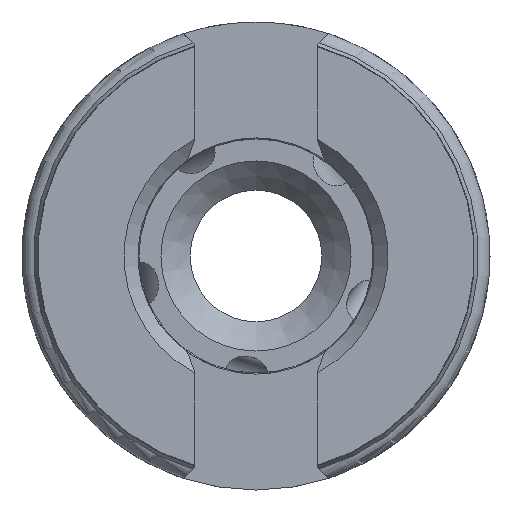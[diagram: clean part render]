
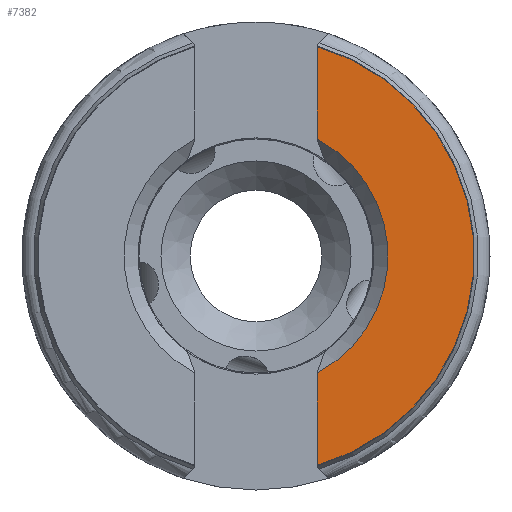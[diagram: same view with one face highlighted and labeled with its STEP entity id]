
A CAD part, left-side view. The second image highlights one B-rep face of the part: STEP entity #7382.
In plain terms, the highlighted planar face has unit normal (-1, 0, 0).
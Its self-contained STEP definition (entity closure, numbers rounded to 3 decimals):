
#67 = DIRECTION ( 'NONE',  ( 0., 0., 1. ) ) ;
#249 = LINE ( 'NONE', #2066, #454 ) ;
#393 = AXIS2_PLACEMENT_3D ( 'NONE', #1224, #7822, #3868 ) ;
#454 = VECTOR ( 'NONE', #6670, 1000. ) ;
#610 = CARTESIAN_POINT ( 'NONE',  ( 0.05, 0., 0. ) ) ;
#630 = EDGE_CURVE ( 'NONE', #4305, #3161, #1509, .T. ) ;
#840 = AXIS2_PLACEMENT_3D ( 'NONE', #610, #5221, #1281 ) ;
#1224 = CARTESIAN_POINT ( 'NONE',  ( 0.05, 0., 0. ) ) ;
#1281 = DIRECTION ( 'NONE',  ( 0., 0., 1. ) ) ;
#1381 = CARTESIAN_POINT ( 'NONE',  ( 0.05, -4.2, -14.317 ) ) ;
#1394 = VERTEX_POINT ( 'NONE', #2784 ) ;
#1509 = CIRCLE ( 'NONE', #3102, 14.92 ) ;
#1681 = VERTEX_POINT ( 'NONE', #6916 ) ;
#1735 = LINE ( 'NONE', #2721, #8528 ) ;
#2066 = CARTESIAN_POINT ( 'NONE',  ( 0.05, -4.2, -30. ) ) ;
#2721 = CARTESIAN_POINT ( 'NONE',  ( 0.05, -4.2, -30. ) ) ;
#2784 = CARTESIAN_POINT ( 'NONE',  ( 0.05, -4.2, 7.988 ) ) ;
#2846 = ORIENTED_EDGE ( 'NONE', *, *, #7420, .T. ) ;
#2929 = FACE_OUTER_BOUND ( 'NONE', #7116, .T. ) ;
#3034 = ORIENTED_EDGE ( 'NONE', *, *, #630, .T. ) ;
#3102 = AXIS2_PLACEMENT_3D ( 'NONE', #7965, #4012, #67 ) ;
#3161 = VERTEX_POINT ( 'NONE', #8269 ) ;
#3203 = PLANE ( 'NONE',  #393 ) ;
#3868 = DIRECTION ( 'NONE',  ( 0., 0., 1. ) ) ;
#4012 = DIRECTION ( 'NONE',  ( -1., 0., 0. ) ) ;
#4202 = ORIENTED_EDGE ( 'NONE', *, *, #7117, .T. ) ;
#4305 = VERTEX_POINT ( 'NONE', #1381 ) ;
#4782 = EDGE_CURVE ( 'NONE', #3161, #1394, #1735, .T. ) ;
#4873 = ORIENTED_EDGE ( 'NONE', *, *, #4782, .T. ) ;
#5221 = DIRECTION ( 'NONE',  ( 1., 0., 0. ) ) ;
#6023 = CIRCLE ( 'NONE', #840, 9.025 ) ;
#6670 = DIRECTION ( 'NONE',  ( 0., 0., -1. ) ) ;
#6916 = CARTESIAN_POINT ( 'NONE',  ( 0.05, -4.2, -7.988 ) ) ;
#7116 = EDGE_LOOP ( 'NONE', ( #4202, #3034, #4873, #2846 ) ) ;
#7117 = EDGE_CURVE ( 'NONE', #1681, #4305, #249, .T. ) ;
#7335 = DIRECTION ( 'NONE',  ( 0., 0., -1. ) ) ;
#7382 = ADVANCED_FACE ( 'NONE', ( #2929 ), #3203, .T. ) ;
#7420 = EDGE_CURVE ( 'NONE', #1394, #1681, #6023, .T. ) ;
#7822 = DIRECTION ( 'NONE',  ( -1., 0., 0. ) ) ;
#7965 = CARTESIAN_POINT ( 'NONE',  ( 0.05, 0., 0. ) ) ;
#8269 = CARTESIAN_POINT ( 'NONE',  ( 0.05, -4.2, 14.317 ) ) ;
#8528 = VECTOR ( 'NONE', #7335, 1000. ) ;
